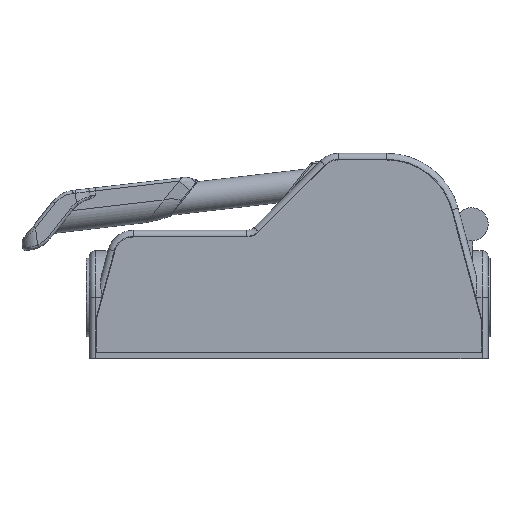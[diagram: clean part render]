
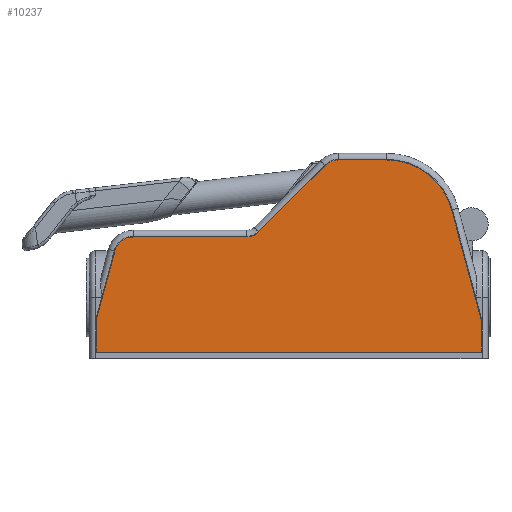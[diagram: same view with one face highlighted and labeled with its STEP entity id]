
A CAD part, front view. The second image highlights one B-rep face of the part: STEP entity #10237.
In plain terms, the highlighted planar face has unit normal (0, -1, 0).
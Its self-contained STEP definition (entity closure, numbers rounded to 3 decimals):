
#1063=LINE('',#19732,#1890);
#1064=LINE('',#19736,#1891);
#1065=LINE('',#19740,#1892);
#1066=LINE('',#19744,#1893);
#1067=LINE('',#19748,#1894);
#1068=LINE('',#19750,#1895);
#1069=LINE('',#19752,#1896);
#1070=LINE('',#19753,#1897);
#1890=VECTOR('',#13888,38.028);
#1891=VECTOR('',#13891,15.932);
#1892=VECTOR('',#13894,31.092);
#1893=VECTOR('',#13897,37.515);
#1894=VECTOR('',#13900,23.92);
#1895=VECTOR('',#13901,10.34);
#1896=VECTOR('',#13902,127.6);
#1897=VECTOR('',#13903,10.339);
#2230=PLANE('',#11240);
#2745=FACE_OUTER_BOUND('',#3424,.T.);
#3424=EDGE_LOOP('',(#8849,#8850,#8851,#8852,#8853,#8854,#8855,#8856,#8857,
#8858,#8859,#8860));
#4006=CIRCLE('',#11241,22.3);
#4007=CIRCLE('',#11242,6.3);
#4008=CIRCLE('',#11243,5.7);
#4009=CIRCLE('',#11244,6.3);
#4892=VERTEX_POINT('',#19730);
#4893=VERTEX_POINT('',#19731);
#4894=VERTEX_POINT('',#19733);
#4895=VERTEX_POINT('',#19735);
#4896=VERTEX_POINT('',#19737);
#4897=VERTEX_POINT('',#19739);
#4898=VERTEX_POINT('',#19741);
#4899=VERTEX_POINT('',#19743);
#4900=VERTEX_POINT('',#19745);
#4901=VERTEX_POINT('',#19747);
#4902=VERTEX_POINT('',#19749);
#4903=VERTEX_POINT('',#19751);
#6248=EDGE_CURVE('',#4892,#4893,#1063,.T.);
#6249=EDGE_CURVE('',#4894,#4892,#4006,.T.);
#6250=EDGE_CURVE('',#4895,#4894,#1064,.T.);
#6251=EDGE_CURVE('',#4896,#4895,#4007,.T.);
#6252=EDGE_CURVE('',#4897,#4896,#1065,.T.);
#6253=EDGE_CURVE('',#4898,#4897,#4008,.T.);
#6254=EDGE_CURVE('',#4899,#4898,#1066,.T.);
#6255=EDGE_CURVE('',#4900,#4899,#4009,.T.);
#6256=EDGE_CURVE('',#4901,#4900,#1067,.T.);
#6257=EDGE_CURVE('',#4902,#4901,#1068,.T.);
#6258=EDGE_CURVE('',#4903,#4902,#1069,.T.);
#6259=EDGE_CURVE('',#4893,#4903,#1070,.T.);
#8849=ORIENTED_EDGE('',*,*,#6248,.F.);
#8850=ORIENTED_EDGE('',*,*,#6249,.F.);
#8851=ORIENTED_EDGE('',*,*,#6250,.F.);
#8852=ORIENTED_EDGE('',*,*,#6251,.F.);
#8853=ORIENTED_EDGE('',*,*,#6252,.F.);
#8854=ORIENTED_EDGE('',*,*,#6253,.F.);
#8855=ORIENTED_EDGE('',*,*,#6254,.F.);
#8856=ORIENTED_EDGE('',*,*,#6255,.F.);
#8857=ORIENTED_EDGE('',*,*,#6256,.F.);
#8858=ORIENTED_EDGE('',*,*,#6257,.F.);
#8859=ORIENTED_EDGE('',*,*,#6258,.F.);
#8860=ORIENTED_EDGE('',*,*,#6259,.F.);
#10237=ADVANCED_FACE('',(#2745),#2230,.F.);
#11240=AXIS2_PLACEMENT_3D('',#19729,#13886,#13887);
#11241=AXIS2_PLACEMENT_3D('',#19734,#13889,#13890);
#11242=AXIS2_PLACEMENT_3D('',#19738,#13892,#13893);
#11243=AXIS2_PLACEMENT_3D('',#19742,#13895,#13896);
#11244=AXIS2_PLACEMENT_3D('',#19746,#13898,#13899);
#13886=DIRECTION('center_axis',(0.,1.,0.));
#13887=DIRECTION('ref_axis',(0.,0.,1.));
#13888=DIRECTION('',(0.259,0.,-0.966));
#13889=DIRECTION('center_axis',(0.,1.,0.));
#13890=DIRECTION('ref_axis',(0.,0.,
1.));
#13891=DIRECTION('',(1.,0.,0.));
#13892=DIRECTION('center_axis',(0.,1.,0.));
#13893=DIRECTION('ref_axis',(-0.707,0.,0.707));
#13894=DIRECTION('',(0.707,0.,0.707));
#13895=DIRECTION('center_axis',(0.,-1.,0.));
#13896=DIRECTION('ref_axis',(-0.707,0.,0.707));
#13897=DIRECTION('',(1.,0.,0.));
#13898=DIRECTION('center_axis',(0.,1.,0.));
#13899=DIRECTION('ref_axis',(-0.966,0.,0.26));
#13900=DIRECTION('',(0.26,0.,0.966));
#13901=DIRECTION('',(0.,0.,1.));
#13902=DIRECTION('',(-1.,0.,0.));
#13903=DIRECTION('',(0.,0.,-1.));
#19729=CARTESIAN_POINT('Origin',(122.5,-16.5,9.5));
#19730=CARTESIAN_POINT('',(129.958,-16.5,49.272));
#19731=CARTESIAN_POINT('',(139.8,-16.5,12.539));
#19732=CARTESIAN_POINT('',(129.958,-16.5,49.272));
#19733=CARTESIAN_POINT('',(108.417,-16.5,65.8));
#19734=CARTESIAN_POINT('Origin',(108.417,-16.5,43.5));
#19735=CARTESIAN_POINT('',(92.485,-16.5,65.8));
#19736=CARTESIAN_POINT('',(92.485,-16.5,65.8));
#19737=CARTESIAN_POINT('',(88.031,-16.5,63.955));
#19738=CARTESIAN_POINT('Origin',(92.485,-16.5,59.5));
#19739=CARTESIAN_POINT('',(66.045,-16.5,41.969));
#19740=CARTESIAN_POINT('',(66.045,-16.5,41.969));
#19741=CARTESIAN_POINT('',(62.015,-16.5,40.3));
#19742=CARTESIAN_POINT('Origin',(62.015,-16.5,46.));
#19743=CARTESIAN_POINT('',(24.5,-16.5,40.3));
#19744=CARTESIAN_POINT('',(24.5,-16.5,40.3));
#19745=CARTESIAN_POINT('',(18.416,-16.5,35.637));
#19746=CARTESIAN_POINT('Origin',(24.5,-16.5,34.));
#19747=CARTESIAN_POINT('',(12.2,-16.5,12.54));
#19748=CARTESIAN_POINT('',(12.2,-16.5,12.54));
#19749=CARTESIAN_POINT('',(12.2,-16.5,2.2));
#19750=CARTESIAN_POINT('',(12.2,-16.5,2.2));
#19751=CARTESIAN_POINT('',(139.8,-16.5,2.2));
#19752=CARTESIAN_POINT('',(139.8,-16.5,2.2));
#19753=CARTESIAN_POINT('',(139.8,-16.5,12.539));
